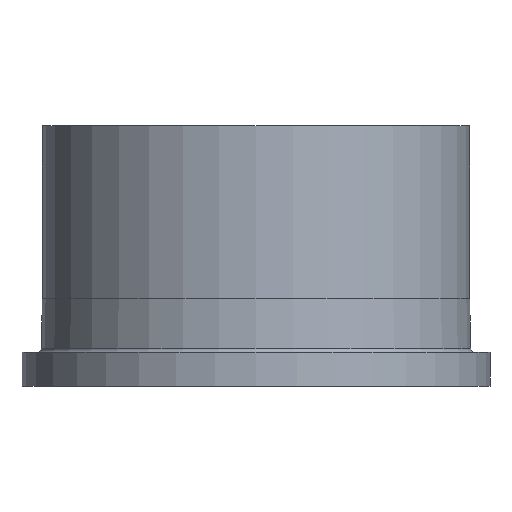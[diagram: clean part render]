
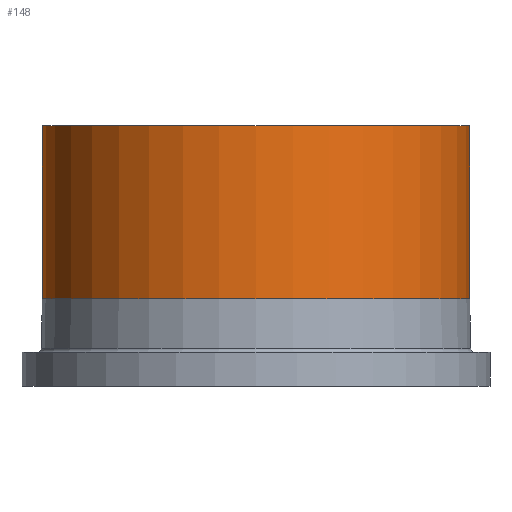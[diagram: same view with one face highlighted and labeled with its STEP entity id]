
A CAD part, front view. The second image highlights one B-rep face of the part: STEP entity #148.
In plain terms, the highlighted cylindrical face has radius 315 mm (diameter 630 mm), a partial arc.
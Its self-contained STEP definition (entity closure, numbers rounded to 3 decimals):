
#7 = CIRCLE ( 'NONE', #473, 315. ) ;
#19 = CYLINDRICAL_SURFACE ( 'NONE', #147, 315. ) ;
#20 = CARTESIAN_POINT ( 'NONE',  ( 0., 0., 0. ) ) ;
#28 = DIRECTION ( 'NONE',  ( 0., 0., -1. ) ) ;
#48 = VERTEX_POINT ( 'NONE', #160 ) ;
#50 = EDGE_CURVE ( 'NONE', #149, #437, #297, .T. ) ;
#60 = DIRECTION ( 'NONE',  ( -1., 0., 0. ) ) ;
#96 = CARTESIAN_POINT ( 'NONE',  ( 315., 0., 129. ) ) ;
#98 = AXIS2_PLACEMENT_3D ( 'NONE', #205, #249, #60 ) ;
#112 = CARTESIAN_POINT ( 'NONE',  ( -315., 0., 129. ) ) ;
#147 = AXIS2_PLACEMENT_3D ( 'NONE', #20, #271, #232 ) ;
#148 = ADVANCED_FACE ( 'NONE', ( #234 ), #19, .T. ) ;
#149 = VERTEX_POINT ( 'NONE', #201 ) ;
#160 = CARTESIAN_POINT ( 'NONE',  ( 315., 0., 384. ) ) ;
#195 = DIRECTION ( 'NONE',  ( 0., 0., -1. ) ) ;
#201 = CARTESIAN_POINT ( 'NONE',  ( -315., 0., 384. ) ) ;
#205 = CARTESIAN_POINT ( 'NONE',  ( 0., 0., 384. ) ) ;
#216 = VERTEX_POINT ( 'NONE', #96 ) ;
#232 = DIRECTION ( 'NONE',  ( -1., 0., 0. ) ) ;
#234 = FACE_OUTER_BOUND ( 'NONE', #480, .T. ) ;
#235 = EDGE_CURVE ( 'NONE', #48, #216, #313, .T. ) ;
#249 = DIRECTION ( 'NONE',  ( 0., 0., -1. ) ) ;
#262 = VECTOR ( 'NONE', #446, 1000. ) ;
#271 = DIRECTION ( 'NONE',  ( 0., 0., -1. ) ) ;
#282 = DIRECTION ( 'NONE',  ( -1., 0., 0. ) ) ;
#297 = LINE ( 'NONE', #308, #262 ) ;
#308 = CARTESIAN_POINT ( 'NONE',  ( -315., 0., 0. ) ) ;
#313 = LINE ( 'NONE', #382, #481 ) ;
#323 = EDGE_CURVE ( 'NONE', #48, #149, #369, .T. ) ;
#327 = CARTESIAN_POINT ( 'NONE',  ( 0., 0., 129. ) ) ;
#341 = EDGE_CURVE ( 'NONE', #216, #437, #7, .T. ) ;
#369 = CIRCLE ( 'NONE', #98, 315. ) ;
#382 = CARTESIAN_POINT ( 'NONE',  ( 315., 0., 0. ) ) ;
#417 = ORIENTED_EDGE ( 'NONE', *, *, #50, .T. ) ;
#429 = ORIENTED_EDGE ( 'NONE', *, *, #341, .F. ) ;
#437 = VERTEX_POINT ( 'NONE', #112 ) ;
#441 = ORIENTED_EDGE ( 'NONE', *, *, #235, .F. ) ;
#443 = ORIENTED_EDGE ( 'NONE', *, *, #323, .T. ) ;
#446 = DIRECTION ( 'NONE',  ( 0., 0., -1. ) ) ;
#473 = AXIS2_PLACEMENT_3D ( 'NONE', #327, #28, #282 ) ;
#480 = EDGE_LOOP ( 'NONE', ( #441, #443, #417, #429 ) ) ;
#481 = VECTOR ( 'NONE', #195, 1000. ) ;
